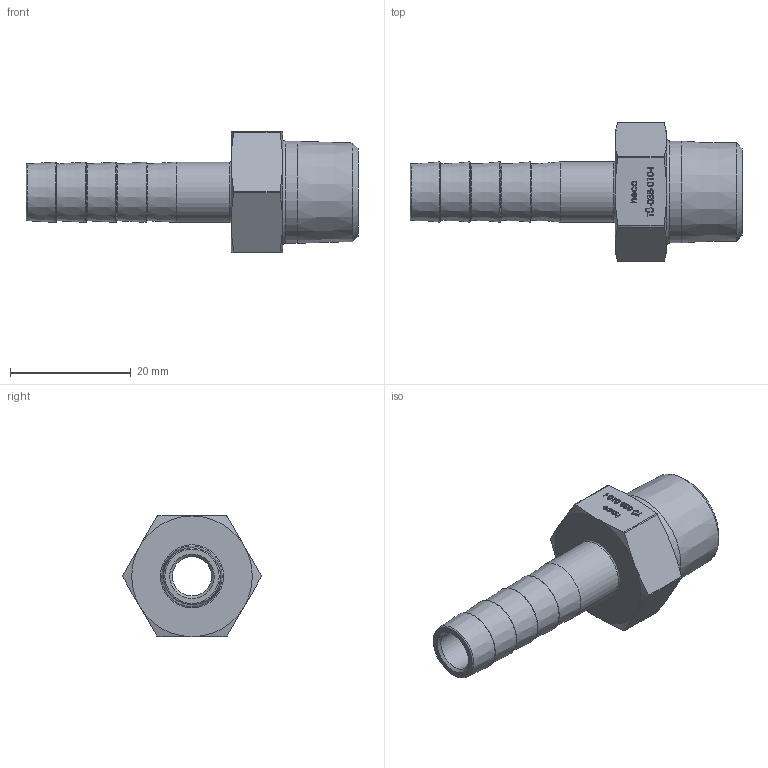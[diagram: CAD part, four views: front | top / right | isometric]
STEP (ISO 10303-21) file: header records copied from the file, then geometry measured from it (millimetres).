
FILE_DESCRIPTION (( 'STEP AP214' ), '1' );
FILE_NAME ('heco TÜ-038-010-I.STEP', '2016-01-12T14:50:05', ( 'test' ), ( '' ), 'SwSTEP 2.0', 'SolidWorks 2011', '' );
FILE_SCHEMA (( 'AUTOMOTIVE_DESIGN' ));
Length unit declared in the file: millimetre
Products named in the file (1): heco TÜ-038-010-I
Bounding box: 55 x 23.02 x 20.1 mm (x, y, z)
Volume: 5716.5 mm3; surface area: 4115.4 mm2
Topology: 1 solids, 1 shells, 242 faces, 603 edges, 394 vertices
Faces by surface type: bspline 108, plane 91, cone 22, torus 11, cylinder 10
Full cylindrical faces by diameter (mm): 6.5 x1, 9.5 x1, 10 x1, 16.893 x1
Entity records: 15660 total; most frequent: CARTESIAN_POINT 8179, ORIENTED_EDGE 1144, DIRECTION 634, EDGE_CURVE 572, VERTEX_POINT 388, EDGE_LOOP 300, VECTOR 276, LINE 276
